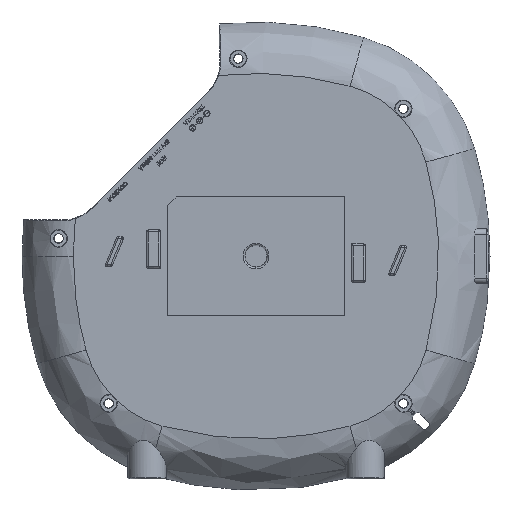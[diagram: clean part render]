
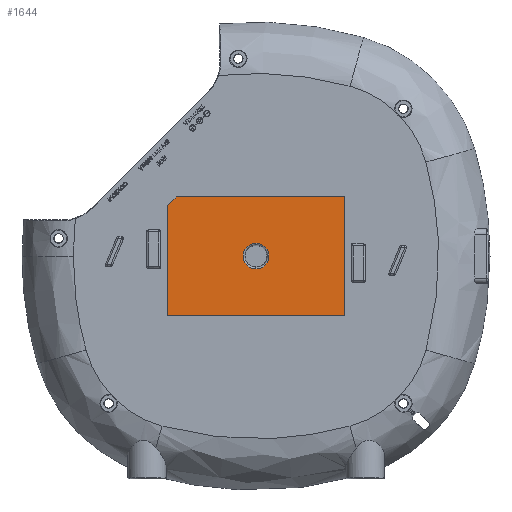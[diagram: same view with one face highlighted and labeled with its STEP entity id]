
A CAD part, front view. The second image highlights one B-rep face of the part: STEP entity #1644.
In plain terms, the highlighted planar face has unit normal (0, -1, 0).
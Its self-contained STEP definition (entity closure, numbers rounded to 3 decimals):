
#904 = VECTOR ( 'NONE', #3627, 1000. ) ;
#1009 = FACE_BOUND ( 'NONE', #30907, .T. ) ;
#1122 = EDGE_CURVE ( 'NONE', #12976, #16871, #23912, .T. ) ;
#1273 = PLANE ( 'NONE',  #6706 ) ;
#1398 = CARTESIAN_POINT ( 'NONE',  ( -27.096, 0.3, 20.09 ) ) ;
#1644 = ADVANCED_FACE ( 'NONE', ( #1009, #26129 ), #1273, .T. ) ;
#1675 = ORIENTED_EDGE ( 'NONE', *, *, #18846, .T. ) ;
#2685 = CIRCLE ( 'NONE', #27088, 4.359 ) ;
#2937 = EDGE_CURVE ( 'NONE', #11782, #15998, #24527, .T. ) ;
#3050 = EDGE_CURVE ( 'NONE', #15998, #12976, #22240, .T. ) ;
#3627 = DIRECTION ( 'NONE',  ( -0.707, 0., -0.707 ) ) ;
#4294 = EDGE_CURVE ( 'NONE', #17549, #7012, #18021, .T. ) ;
#4322 = CARTESIAN_POINT ( 'NONE',  ( 0., 0.3, 4.359 ) ) ;
#5119 = ORIENTED_EDGE ( 'NONE', *, *, #1122, .T. ) ;
#5476 = CARTESIAN_POINT ( 'NONE',  ( 0., 0.3, 0. ) ) ;
#6706 = AXIS2_PLACEMENT_3D ( 'NONE', #11089, #28077, #13527 ) ;
#7012 = VERTEX_POINT ( 'NONE', #17239 ) ;
#7446 = CARTESIAN_POINT ( 'NONE',  ( 30.09, 0.3, 0. ) ) ;
#7911 = DIRECTION ( 'NONE',  ( 0., 0., -1. ) ) ;
#8100 = ORIENTED_EDGE ( 'NONE', *, *, #2937, .T. ) ;
#8215 = VECTOR ( 'NONE', #30199, 1000. ) ;
#10966 = VECTOR ( 'NONE', #13306, 1000. ) ;
#11089 = CARTESIAN_POINT ( 'NONE',  ( 0., 0.3, 0. ) ) ;
#11324 = CARTESIAN_POINT ( 'NONE',  ( 30.09, 0.3, 20.09 ) ) ;
#11782 = VERTEX_POINT ( 'NONE', #1398 ) ;
#11800 = ORIENTED_EDGE ( 'NONE', *, *, #26656, .T. ) ;
#11826 = VERTEX_POINT ( 'NONE', #11324 ) ;
#12014 = ORIENTED_EDGE ( 'NONE', *, *, #19242, .T. ) ;
#12594 = ORIENTED_EDGE ( 'NONE', *, *, #4294, .T. ) ;
#12960 = CARTESIAN_POINT ( 'NONE',  ( -30.09, 0.3, -20.09 ) ) ;
#12976 = VERTEX_POINT ( 'NONE', #12960 ) ;
#13306 = DIRECTION ( 'NONE',  ( 1., 0., 0. ) ) ;
#13363 = CARTESIAN_POINT ( 'NONE',  ( 0., 0.3, 0. ) ) ;
#13524 = CARTESIAN_POINT ( 'NONE',  ( 0., 0.3, -20.09 ) ) ;
#13527 = DIRECTION ( 'NONE',  ( 0., 0., -1. ) ) ;
#15492 = CARTESIAN_POINT ( 'NONE',  ( 30.09, 0.3, -20.09 ) ) ;
#15800 = VECTOR ( 'NONE', #18764, 1000. ) ;
#15858 = DIRECTION ( 'NONE',  ( 0., 0., -1. ) ) ;
#15998 = VERTEX_POINT ( 'NONE', #30691 ) ;
#16310 = CARTESIAN_POINT ( 'NONE',  ( -30.09, 0.3, 0. ) ) ;
#16871 = VERTEX_POINT ( 'NONE', #15492 ) ;
#17239 = CARTESIAN_POINT ( 'NONE',  ( 0., 0.3, -4.359 ) ) ;
#17433 = AXIS2_PLACEMENT_3D ( 'NONE', #5476, #22520, #7911 ) ;
#17549 = VERTEX_POINT ( 'NONE', #4322 ) ;
#18002 = VECTOR ( 'NONE', #24488, 1000. ) ;
#18021 = CIRCLE ( 'NONE', #17433, 4.359 ) ;
#18251 = CARTESIAN_POINT ( 'NONE',  ( -23.593, 0.3, 23.593 ) ) ;
#18757 = EDGE_LOOP ( 'NONE', ( #1675, #11800, #8100, #25598, #5119 ) ) ;
#18764 = DIRECTION ( 'NONE',  ( 0., 0., -1. ) ) ;
#18846 = EDGE_CURVE ( 'NONE', #16871, #11826, #30118, .T. ) ;
#19242 = EDGE_CURVE ( 'NONE', #7012, #17549, #2685, .T. ) ;
#20563 = CARTESIAN_POINT ( 'NONE',  ( 0., 0.3, 20.09 ) ) ;
#21160 = LINE ( 'NONE', #20563, #8215 ) ;
#22240 = LINE ( 'NONE', #16310, #15800 ) ;
#22520 = DIRECTION ( 'NONE',  ( 0., 1., 0. ) ) ;
#23912 = LINE ( 'NONE', #13524, #10966 ) ;
#24488 = DIRECTION ( 'NONE',  ( 0., 0., 1. ) ) ;
#24527 = LINE ( 'NONE', #18251, #904 ) ;
#25598 = ORIENTED_EDGE ( 'NONE', *, *, #3050, .T. ) ;
#26129 = FACE_OUTER_BOUND ( 'NONE', #18757, .T. ) ;
#26656 = EDGE_CURVE ( 'NONE', #11826, #11782, #21160, .T. ) ;
#27088 = AXIS2_PLACEMENT_3D ( 'NONE', #13363, #30360, #15858 ) ;
#28077 = DIRECTION ( 'NONE',  ( 0., -1., 0. ) ) ;
#30118 = LINE ( 'NONE', #7446, #18002 ) ;
#30199 = DIRECTION ( 'NONE',  ( -1., 0., 0. ) ) ;
#30360 = DIRECTION ( 'NONE',  ( 0., 1., 0. ) ) ;
#30691 = CARTESIAN_POINT ( 'NONE',  ( -30.09, 0.3, 17.096 ) ) ;
#30907 = EDGE_LOOP ( 'NONE', ( #12014, #12594 ) ) ;
